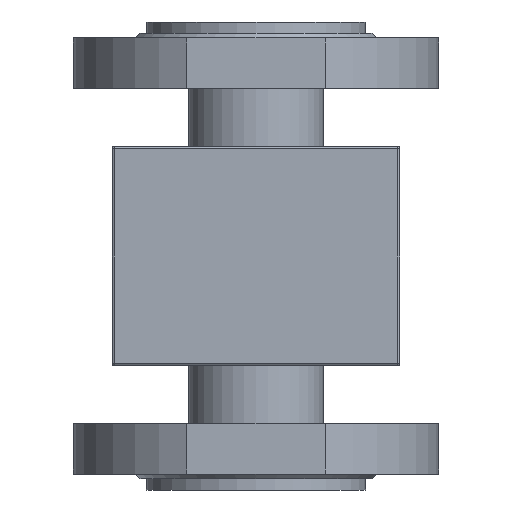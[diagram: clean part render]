
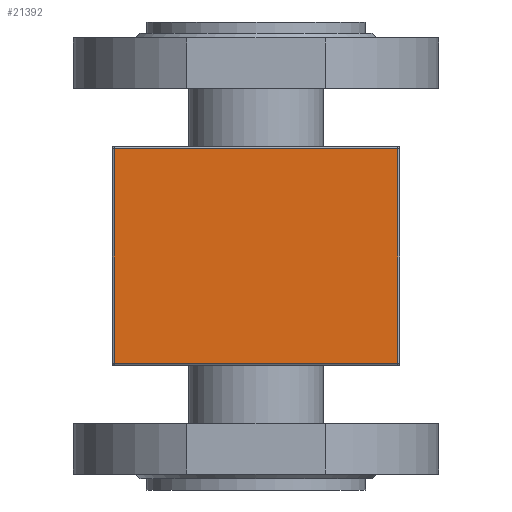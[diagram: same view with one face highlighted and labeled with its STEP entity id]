
A CAD part, front view. The second image highlights one B-rep face of the part: STEP entity #21392.
In plain terms, the highlighted planar face has unit normal (0, -1, 0).
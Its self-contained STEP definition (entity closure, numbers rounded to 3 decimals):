
#85 = EDGE_CURVE ( 'NONE', #6177, #13389, #8626, .T. ) ;
#2307 = LINE ( 'NONE', #26265, #23566 ) ;
#2611 = DIRECTION ( 'NONE',  ( 1., 0., 0. ) ) ;
#3374 = EDGE_CURVE ( 'NONE', #23890, #6177, #2307, .T. ) ;
#3566 = DIRECTION ( 'NONE',  ( 0., -1., 0. ) ) ;
#5160 = CARTESIAN_POINT ( 'NONE',  ( -62., -55., -95. ) ) ;
#5460 = EDGE_CURVE ( 'NONE', #5901, #23890, #17994, .T. ) ;
#5901 = VERTEX_POINT ( 'NONE', #9507 ) ;
#6177 = VERTEX_POINT ( 'NONE', #9651 ) ;
#7689 = EDGE_CURVE ( 'NONE', #13389, #5901, #12760, .T. ) ;
#8626 = LINE ( 'NONE', #25811, #20428 ) ;
#9507 = CARTESIAN_POINT ( 'NONE',  ( 62., -55., -95. ) ) ;
#9651 = CARTESIAN_POINT ( 'NONE',  ( -62., -55., -1. ) ) ;
#12760 = LINE ( 'NONE', #20260, #20272 ) ;
#12980 = CARTESIAN_POINT ( 'NONE',  ( 62., -55., -96. ) ) ;
#13389 = VERTEX_POINT ( 'NONE', #5160 ) ;
#13582 = PLANE ( 'NONE',  #14012 ) ;
#14012 = AXIS2_PLACEMENT_3D ( 'NONE', #18699, #3566, #21221 ) ;
#15752 = DIRECTION ( 'NONE',  ( 0., 0., -1. ) ) ;
#17994 = LINE ( 'NONE', #12980, #31492 ) ;
#18144 = FACE_OUTER_BOUND ( 'NONE', #22999, .T. ) ;
#18699 = CARTESIAN_POINT ( 'NONE',  ( -63., -55., -96. ) ) ;
#18806 = ORIENTED_EDGE ( 'NONE', *, *, #85, .T. ) ;
#20260 = CARTESIAN_POINT ( 'NONE',  ( -63., -55., -95. ) ) ;
#20272 = VECTOR ( 'NONE', #2611, 1000. ) ;
#20428 = VECTOR ( 'NONE', #15752, 1000. ) ;
#21070 = DIRECTION ( 'NONE',  ( -1., 0., 0. ) ) ;
#21221 = DIRECTION ( 'NONE',  ( 0., 0., -1. ) ) ;
#21392 = ADVANCED_FACE ( 'NONE', ( #18144 ), #13582, .T. ) ;
#22999 = EDGE_LOOP ( 'NONE', ( #18806, #32200, #31012, #30435 ) ) ;
#23566 = VECTOR ( 'NONE', #21070, 1000. ) ;
#23890 = VERTEX_POINT ( 'NONE', #24348 ) ;
#24348 = CARTESIAN_POINT ( 'NONE',  ( 62., -55., -1. ) ) ;
#25811 = CARTESIAN_POINT ( 'NONE',  ( -62., -55., -96. ) ) ;
#26265 = CARTESIAN_POINT ( 'NONE',  ( -63., -55., -1. ) ) ;
#30435 = ORIENTED_EDGE ( 'NONE', *, *, #3374, .T. ) ;
#30707 = DIRECTION ( 'NONE',  ( 0., 0., 1. ) ) ;
#31012 = ORIENTED_EDGE ( 'NONE', *, *, #5460, .T. ) ;
#31492 = VECTOR ( 'NONE', #30707, 1000. ) ;
#32200 = ORIENTED_EDGE ( 'NONE', *, *, #7689, .T. ) ;
